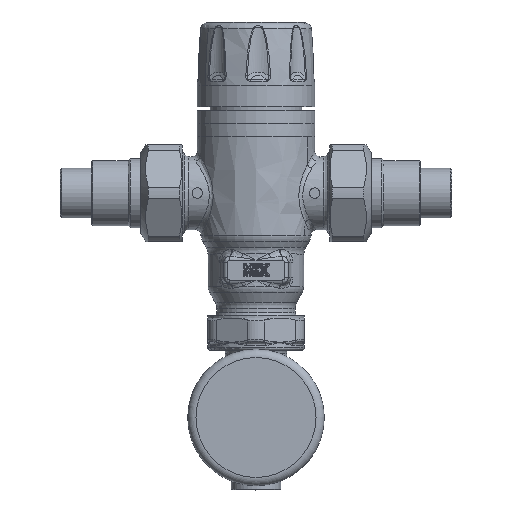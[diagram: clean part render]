
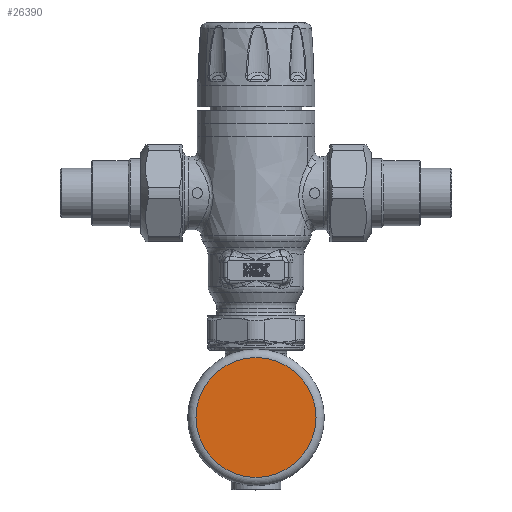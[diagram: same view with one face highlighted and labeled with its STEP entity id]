
A CAD part, top view. The second image highlights one B-rep face of the part: STEP entity #26390.
In plain terms, the highlighted planar face has unit normal (0, 0, 1).
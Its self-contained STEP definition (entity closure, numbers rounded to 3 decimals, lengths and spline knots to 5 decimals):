
#1616=PLANE('',#29381);
#3298=FACE_OUTER_BOUND('',#5058,.T.);
#5058=EDGE_LOOP('',(#22965));
#6563=CIRCLE('',#29375,0.905);
#11748=VERTEX_POINT('',#109084);
#15492=EDGE_CURVE('',#11748,#11748,#6563,.T.);
#22965=ORIENTED_EDGE('',*,*,#15492,.F.);
#26390=ADVANCED_FACE('',(#3298),#1616,.T.);
#29375=AXIS2_PLACEMENT_3D('',#109085,#36086,#36087);
#29381=AXIS2_PLACEMENT_3D('',#109095,#36099,#36100);
#36086=DIRECTION('center_axis',(0.,0.,-1.));
#36087=DIRECTION('ref_axis',(-1.,0.,0.));
#36099=DIRECTION('center_axis',(0.,0.,1.));
#36100=DIRECTION('ref_axis',(1.,0.,0.));
#109084=CARTESIAN_POINT('',(-0.905,0.,0.41));
#109085=CARTESIAN_POINT('Origin',(0.,0.,0.41));
#109095=CARTESIAN_POINT('Origin',(0.,0.,0.41));
